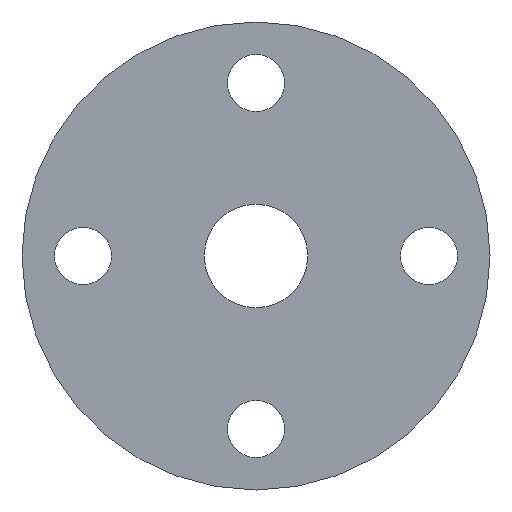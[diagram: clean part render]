
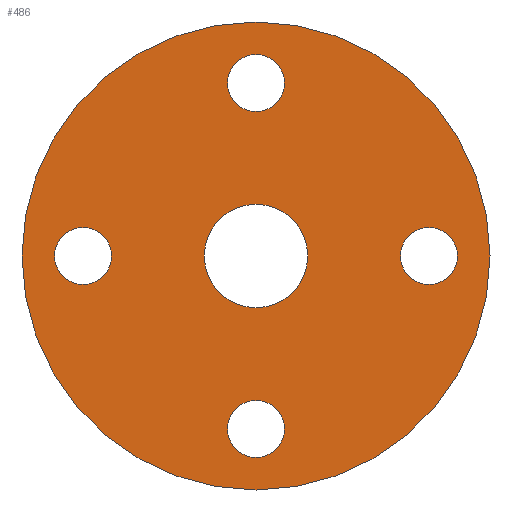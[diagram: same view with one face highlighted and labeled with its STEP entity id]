
A CAD part, front view. The second image highlights one B-rep face of the part: STEP entity #486.
In plain terms, the highlighted planar face has unit normal (0, -1, 0).
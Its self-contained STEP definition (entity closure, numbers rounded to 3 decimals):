
#1 = DIRECTION ( 'NONE',  ( 0., 0., -1. ) ) ;
#9 = AXIS2_PLACEMENT_3D ( 'NONE', #328, #299, #221 ) ;
#17 = DIRECTION ( 'NONE',  ( 0., 1., 0. ) ) ;
#19 = CARTESIAN_POINT ( 'NONE',  ( 0., 0., -42.5 ) ) ;
#23 = AXIS2_PLACEMENT_3D ( 'NONE', #424, #271, #469 ) ;
#33 = EDGE_CURVE ( 'NONE', #188, #97, #86, .T. ) ;
#37 = FACE_BOUND ( 'NONE', #416, .T. ) ;
#54 = CARTESIAN_POINT ( 'NONE',  ( 0., 0., 42.5 ) ) ;
#55 = AXIS2_PLACEMENT_3D ( 'NONE', #362, #537, #167 ) ;
#86 = CIRCLE ( 'NONE', #500, 7. ) ;
#91 = ORIENTED_EDGE ( 'NONE', *, *, #369, .F. ) ;
#97 = VERTEX_POINT ( 'NONE', #204 ) ;
#98 = DIRECTION ( 'NONE',  ( 0., -1., 0. ) ) ;
#100 = VERTEX_POINT ( 'NONE', #444 ) ;
#102 = ORIENTED_EDGE ( 'NONE', *, *, #33, .F. ) ;
#103 = DIRECTION ( 'NONE',  ( 0., -1., 0. ) ) ;
#109 = EDGE_CURVE ( 'NONE', #269, #325, #360, .T. ) ;
#110 = FACE_BOUND ( 'NONE', #467, .T. ) ;
#113 = ORIENTED_EDGE ( 'NONE', *, *, #126, .T. ) ;
#126 = EDGE_CURVE ( 'NONE', #325, #269, #351, .T. ) ;
#137 = ORIENTED_EDGE ( 'NONE', *, *, #196, .F. ) ;
#146 = CIRCLE ( 'NONE', #215, 7. ) ;
#147 = DIRECTION ( 'NONE',  ( 0., -1., 0. ) ) ;
#150 = DIRECTION ( 'NONE',  ( 0., 0., -1. ) ) ;
#160 = FACE_BOUND ( 'NONE', #241, .T. ) ;
#162 = CIRCLE ( 'NONE', #278, 7. ) ;
#164 = DIRECTION ( 'NONE',  ( 0., 0., -1. ) ) ;
#165 = EDGE_LOOP ( 'NONE', ( #102, #137 ) ) ;
#167 = DIRECTION ( 'NONE',  ( 0., 0., 1. ) ) ;
#170 = CIRCLE ( 'NONE', #541, 7. ) ;
#175 = CARTESIAN_POINT ( 'NONE',  ( 42.5, 0., 7. ) ) ;
#181 = ORIENTED_EDGE ( 'NONE', *, *, #408, .F. ) ;
#183 = CIRCLE ( 'NONE', #9, 7. ) ;
#188 = VERTEX_POINT ( 'NONE', #256 ) ;
#189 = CARTESIAN_POINT ( 'NONE',  ( 0., 0., 0. ) ) ;
#196 = EDGE_CURVE ( 'NONE', #97, #188, #170, .T. ) ;
#199 = DIRECTION ( 'NONE',  ( 0., 0., -1. ) ) ;
#203 = DIRECTION ( 'NONE',  ( 0., 1., 0. ) ) ;
#204 = CARTESIAN_POINT ( 'NONE',  ( 0., 0., 49.5 ) ) ;
#205 = CIRCLE ( 'NONE', #346, 7. ) ;
#215 = AXIS2_PLACEMENT_3D ( 'NONE', #234, #103, #522 ) ;
#219 = CARTESIAN_POINT ( 'NONE',  ( 0., 0., 12.7 ) ) ;
#221 = DIRECTION ( 'NONE',  ( 0., 0., -1. ) ) ;
#223 = EDGE_CURVE ( 'NONE', #337, #322, #183, .T. ) ;
#228 = EDGE_LOOP ( 'NONE', ( #544, #232 ) ) ;
#229 = DIRECTION ( 'NONE',  ( 0., 0., 1. ) ) ;
#232 = ORIENTED_EDGE ( 'NONE', *, *, #417, .F. ) ;
#234 = CARTESIAN_POINT ( 'NONE',  ( 42.5, 0., 0. ) ) ;
#237 = FACE_OUTER_BOUND ( 'NONE', #488, .T. ) ;
#239 = VERTEX_POINT ( 'NONE', #338 ) ;
#241 = EDGE_LOOP ( 'NONE', ( #385, #113 ) ) ;
#244 = ORIENTED_EDGE ( 'NONE', *, *, #386, .F. ) ;
#255 = AXIS2_PLACEMENT_3D ( 'NONE', #480, #272, #355 ) ;
#256 = CARTESIAN_POINT ( 'NONE',  ( 0., 0., 35.5 ) ) ;
#259 = EDGE_CURVE ( 'NONE', #239, #300, #261, .T. ) ;
#261 = CIRCLE ( 'NONE', #343, 7. ) ;
#269 = VERTEX_POINT ( 'NONE', #219 ) ;
#270 = DIRECTION ( 'NONE',  ( 0., 0., -1. ) ) ;
#271 = DIRECTION ( 'NONE',  ( 0., 1., 0. ) ) ;
#272 = DIRECTION ( 'NONE',  ( 0., -1., 0. ) ) ;
#278 = AXIS2_PLACEMENT_3D ( 'NONE', #19, #510, #270 ) ;
#287 = CARTESIAN_POINT ( 'NONE',  ( 0., 0., 0. ) ) ;
#299 = DIRECTION ( 'NONE',  ( 0., -1., 0. ) ) ;
#300 = VERTEX_POINT ( 'NONE', #175 ) ;
#304 = CARTESIAN_POINT ( 'NONE',  ( 0., 0., 57.5 ) ) ;
#313 = EDGE_CURVE ( 'NONE', #100, #356, #531, .T. ) ;
#322 = VERTEX_POINT ( 'NONE', #349 ) ;
#325 = VERTEX_POINT ( 'NONE', #474 ) ;
#328 = CARTESIAN_POINT ( 'NONE',  ( -42.5, 0., 0. ) ) ;
#336 = DIRECTION ( 'NONE',  ( 0., -1., 0. ) ) ;
#337 = VERTEX_POINT ( 'NONE', #382 ) ;
#338 = CARTESIAN_POINT ( 'NONE',  ( 42.5, 0., -7. ) ) ;
#343 = AXIS2_PLACEMENT_3D ( 'NONE', #452, #499, #1 ) ;
#344 = CARTESIAN_POINT ( 'NONE',  ( 0., 0., -35.5 ) ) ;
#345 = VERTEX_POINT ( 'NONE', #476 ) ;
#346 = AXIS2_PLACEMENT_3D ( 'NONE', #434, #98, #199 ) ;
#349 = CARTESIAN_POINT ( 'NONE',  ( -42.5, 0., -7. ) ) ;
#351 = CIRCLE ( 'NONE', #55, 12.7 ) ;
#355 = DIRECTION ( 'NONE',  ( 0., 0., -1. ) ) ;
#356 = VERTEX_POINT ( 'NONE', #304 ) ;
#360 = CIRCLE ( 'NONE', #445, 12.7 ) ;
#362 = CARTESIAN_POINT ( 'NONE',  ( 0., 0., 0. ) ) ;
#365 = PLANE ( 'NONE',  #255 ) ;
#369 = EDGE_CURVE ( 'NONE', #356, #100, #459, .T. ) ;
#382 = CARTESIAN_POINT ( 'NONE',  ( -42.5, 0., 7. ) ) ;
#385 = ORIENTED_EDGE ( 'NONE', *, *, #109, .T. ) ;
#386 = EDGE_CURVE ( 'NONE', #322, #337, #514, .T. ) ;
#394 = FACE_BOUND ( 'NONE', #165, .T. ) ;
#405 = CARTESIAN_POINT ( 'NONE',  ( 0., 0., 42.5 ) ) ;
#406 = EDGE_CURVE ( 'NONE', #345, #470, #205, .T. ) ;
#408 = EDGE_CURVE ( 'NONE', #300, #239, #146, .T. ) ;
#416 = EDGE_LOOP ( 'NONE', ( #244, #457 ) ) ;
#417 = EDGE_CURVE ( 'NONE', #470, #345, #162, .T. ) ;
#418 = DIRECTION ( 'NONE',  ( 0., 0., -1. ) ) ;
#419 = ORIENTED_EDGE ( 'NONE', *, *, #259, .F. ) ;
#424 = CARTESIAN_POINT ( 'NONE',  ( 0., 0., 0. ) ) ;
#434 = CARTESIAN_POINT ( 'NONE',  ( 0., 0., -42.5 ) ) ;
#436 = FACE_BOUND ( 'NONE', #228, .T. ) ;
#444 = CARTESIAN_POINT ( 'NONE',  ( 0., 0., -57.5 ) ) ;
#445 = AXIS2_PLACEMENT_3D ( 'NONE', #287, #203, #449 ) ;
#449 = DIRECTION ( 'NONE',  ( 0., 0., 1. ) ) ;
#452 = CARTESIAN_POINT ( 'NONE',  ( 42.5, 0., 0. ) ) ;
#457 = ORIENTED_EDGE ( 'NONE', *, *, #223, .F. ) ;
#459 = CIRCLE ( 'NONE', #532, 57.5 ) ;
#462 = ORIENTED_EDGE ( 'NONE', *, *, #313, .F. ) ;
#467 = EDGE_LOOP ( 'NONE', ( #419, #181 ) ) ;
#469 = DIRECTION ( 'NONE',  ( 0., 0., 1. ) ) ;
#470 = VERTEX_POINT ( 'NONE', #344 ) ;
#474 = CARTESIAN_POINT ( 'NONE',  ( 0., 0., -12.7 ) ) ;
#476 = CARTESIAN_POINT ( 'NONE',  ( 0., 0., -49.5 ) ) ;
#480 = CARTESIAN_POINT ( 'NONE',  ( 0., 0., 57.5 ) ) ;
#481 = DIRECTION ( 'NONE',  ( 0., -1., 0. ) ) ;
#482 = AXIS2_PLACEMENT_3D ( 'NONE', #513, #147, #150 ) ;
#486 = ADVANCED_FACE ( 'NONE', ( #110, #394, #37, #436, #160, #237 ), #365, .T. ) ;
#488 = EDGE_LOOP ( 'NONE', ( #91, #462 ) ) ;
#499 = DIRECTION ( 'NONE',  ( 0., -1., 0. ) ) ;
#500 = AXIS2_PLACEMENT_3D ( 'NONE', #405, #481, #164 ) ;
#510 = DIRECTION ( 'NONE',  ( 0., -1., 0. ) ) ;
#513 = CARTESIAN_POINT ( 'NONE',  ( -42.5, 0., 0. ) ) ;
#514 = CIRCLE ( 'NONE', #482, 7. ) ;
#522 = DIRECTION ( 'NONE',  ( 0., 0., -1. ) ) ;
#531 = CIRCLE ( 'NONE', #23, 57.5 ) ;
#532 = AXIS2_PLACEMENT_3D ( 'NONE', #189, #17, #229 ) ;
#537 = DIRECTION ( 'NONE',  ( 0., 1., 0. ) ) ;
#541 = AXIS2_PLACEMENT_3D ( 'NONE', #54, #336, #418 ) ;
#544 = ORIENTED_EDGE ( 'NONE', *, *, #406, .F. ) ;
